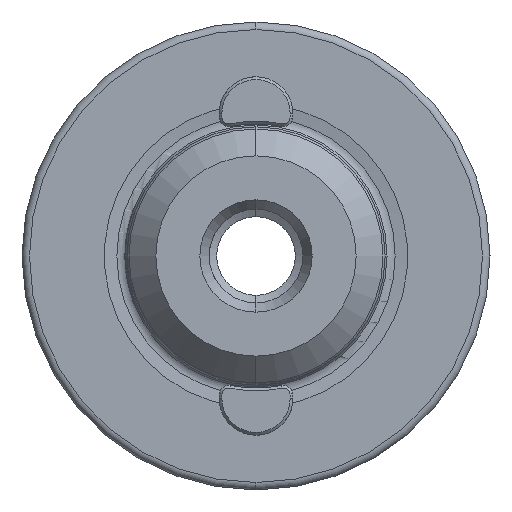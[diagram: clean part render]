
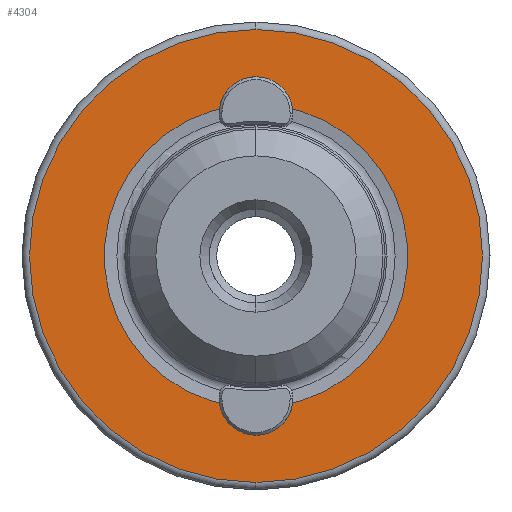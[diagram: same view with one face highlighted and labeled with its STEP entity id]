
A CAD part, left-side view. The second image highlights one B-rep face of the part: STEP entity #4304.
In plain terms, the highlighted planar face has unit normal (-1, 0, 0).
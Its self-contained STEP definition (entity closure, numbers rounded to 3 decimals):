
#23 = VERTEX_POINT ( 'NONE', #617 ) ;
#39 = VERTEX_POINT ( 'NONE', #629 ) ;
#92 = EDGE_CURVE ( 'NONE', #2677, #3072, #4463, .T. ) ;
#153 = EDGE_CURVE ( 'NONE', #23, #2632, #4445, .T. ) ;
#187 = CARTESIAN_POINT ( 'NONE',  ( 0., 0., 8.375 ) ) ;
#306 = EDGE_CURVE ( 'NONE', #39, #23, #4193, .T. ) ;
#566 = CARTESIAN_POINT ( 'NONE',  ( 0., 0., 12.1 ) ) ;
#617 = CARTESIAN_POINT ( 'NONE',  ( 0., 1.046, 8.036 ) ) ;
#629 = CARTESIAN_POINT ( 'NONE',  ( 0., 0., 9.475 ) ) ;
#676 = DIRECTION ( 'NONE',  ( 0., 0., 1. ) ) ;
#723 = DIRECTION ( 'NONE',  ( -1., 0., 0. ) ) ;
#935 = EDGE_CURVE ( 'NONE', #3072, #39, #3169, .T. ) ;
#1058 = FACE_OUTER_BOUND ( 'NONE', #3281, .T. ) ;
#1110 = FACE_BOUND ( 'NONE', #1179, .T. ) ;
#1133 = AXIS2_PLACEMENT_3D ( 'NONE', #3377, #3297, #3290 ) ;
#1179 = EDGE_LOOP ( 'NONE', ( #4494, #2158, #4295, #4375, #4588, #4382 ) ) ;
#1262 = EDGE_CURVE ( 'NONE', #2632, #4446, #2829, .T. ) ;
#1300 = CARTESIAN_POINT ( 'NONE',  ( 0., 0., 0. ) ) ;
#1305 = DIRECTION ( 'NONE',  ( -1., 0., 0. ) ) ;
#1315 = DIRECTION ( 'NONE',  ( 0., 0., 1. ) ) ;
#1476 = AXIS2_PLACEMENT_3D ( 'NONE', #3066, #3202, #3134 ) ;
#1565 = CARTESIAN_POINT ( 'NONE',  ( 0., 0., 0. ) ) ;
#1570 = EDGE_CURVE ( 'NONE', #4316, #2909, #2621, .T. ) ;
#1578 = DIRECTION ( 'NONE',  ( -1., 0., 0. ) ) ;
#1603 = DIRECTION ( 'NONE',  ( 0., 0., 1. ) ) ;
#1608 = EDGE_CURVE ( 'NONE', #2909, #4316, #2618, .T. ) ;
#1651 = AXIS2_PLACEMENT_3D ( 'NONE', #2003, #2070, #2174 ) ;
#1661 = CARTESIAN_POINT ( 'NONE',  ( 0., -1.046, -8.036 ) ) ;
#1677 = AXIS2_PLACEMENT_3D ( 'NONE', #1884, #1831, #1966 ) ;
#1702 = EDGE_CURVE ( 'NONE', #4446, #2677, #2401, .T. ) ;
#1754 = ORIENTED_EDGE ( 'NONE', *, *, #1570, .T. ) ;
#1831 = DIRECTION ( 'NONE',  ( -1., 0., 0. ) ) ;
#1884 = CARTESIAN_POINT ( 'NONE',  ( 0., 0., 0. ) ) ;
#1925 = AXIS2_PLACEMENT_3D ( 'NONE', #2571, #3815, #2547 ) ;
#1966 = DIRECTION ( 'NONE',  ( 0., 0., 1. ) ) ;
#1970 = CARTESIAN_POINT ( 'NONE',  ( 0., 1.046, -8.036 ) ) ;
#2003 = CARTESIAN_POINT ( 'NONE',  ( 0., 0., 0. ) ) ;
#2070 = DIRECTION ( 'NONE',  ( -1., 0., 0. ) ) ;
#2158 = ORIENTED_EDGE ( 'NONE', *, *, #306, .F. ) ;
#2174 = DIRECTION ( 'NONE',  ( 0., 0., 1. ) ) ;
#2229 = AXIS2_PLACEMENT_3D ( 'NONE', #187, #2935, #3042 ) ;
#2307 = CARTESIAN_POINT ( 'NONE',  ( 0., 0., -9.475 ) ) ;
#2401 = CIRCLE ( 'NONE', #1476, 1.1 ) ;
#2547 = DIRECTION ( 'NONE',  ( 0., 0., 1. ) ) ;
#2571 = CARTESIAN_POINT ( 'NONE',  ( 0., 0., -8.375 ) ) ;
#2618 = CIRCLE ( 'NONE', #1651, 12.1 ) ;
#2621 = CIRCLE ( 'NONE', #1677, 12.1 ) ;
#2632 = VERTEX_POINT ( 'NONE', #1970 ) ;
#2677 = VERTEX_POINT ( 'NONE', #1661 ) ;
#2829 = CIRCLE ( 'NONE', #1925, 1.1 ) ;
#2909 = VERTEX_POINT ( 'NONE', #566 ) ;
#2935 = DIRECTION ( 'NONE',  ( -1., 0., 0. ) ) ;
#2959 = AXIS2_PLACEMENT_3D ( 'NONE', #4483, #723, #676 ) ;
#3042 = DIRECTION ( 'NONE',  ( 0., 0., 1. ) ) ;
#3058 = CARTESIAN_POINT ( 'NONE',  ( 0., -1.046, 8.036 ) ) ;
#3066 = CARTESIAN_POINT ( 'NONE',  ( 0., 0., -8.375 ) ) ;
#3072 = VERTEX_POINT ( 'NONE', #3058 ) ;
#3134 = DIRECTION ( 'NONE',  ( 0., 0., 1. ) ) ;
#3137 = AXIS2_PLACEMENT_3D ( 'NONE', #1565, #1578, #1603 ) ;
#3169 = CIRCLE ( 'NONE', #2229, 1.1 ) ;
#3202 = DIRECTION ( 'NONE',  ( -1., 0., 0. ) ) ;
#3281 = EDGE_LOOP ( 'NONE', ( #3704, #1754 ) ) ;
#3290 = DIRECTION ( 'NONE',  ( 0., 0., -1. ) ) ;
#3293 = AXIS2_PLACEMENT_3D ( 'NONE', #1300, #1305, #1315 ) ;
#3297 = DIRECTION ( 'NONE',  ( 1., 0., 0. ) ) ;
#3343 = PLANE ( 'NONE',  #1133 ) ;
#3377 = CARTESIAN_POINT ( 'NONE',  ( 0., 0., -8.103 ) ) ;
#3382 = CARTESIAN_POINT ( 'NONE',  ( 0., 0., -12.1 ) ) ;
#3704 = ORIENTED_EDGE ( 'NONE', *, *, #1608, .T. ) ;
#3815 = DIRECTION ( 'NONE',  ( -1., 0., 0. ) ) ;
#4193 = CIRCLE ( 'NONE', #2959, 1.1 ) ;
#4295 = ORIENTED_EDGE ( 'NONE', *, *, #935, .F. ) ;
#4304 = ADVANCED_FACE ( 'NONE', ( #1110, #1058 ), #3343, .F. ) ;
#4316 = VERTEX_POINT ( 'NONE', #3382 ) ;
#4375 = ORIENTED_EDGE ( 'NONE', *, *, #92, .F. ) ;
#4382 = ORIENTED_EDGE ( 'NONE', *, *, #1262, .F. ) ;
#4445 = CIRCLE ( 'NONE', #3137, 8.103 ) ;
#4446 = VERTEX_POINT ( 'NONE', #2307 ) ;
#4463 = CIRCLE ( 'NONE', #3293, 8.103 ) ;
#4483 = CARTESIAN_POINT ( 'NONE',  ( 0., 0., 8.375 ) ) ;
#4494 = ORIENTED_EDGE ( 'NONE', *, *, #153, .F. ) ;
#4588 = ORIENTED_EDGE ( 'NONE', *, *, #1702, .F. ) ;
